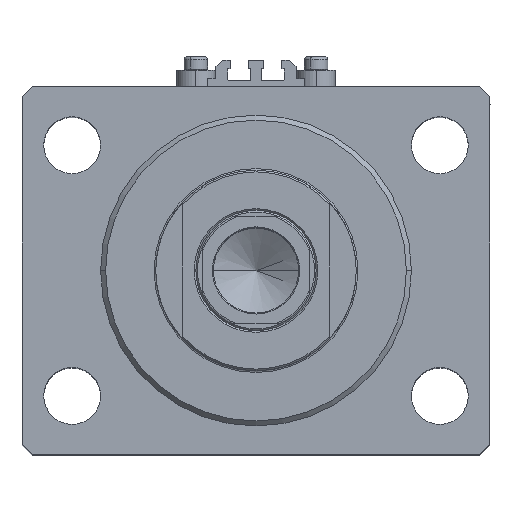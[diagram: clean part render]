
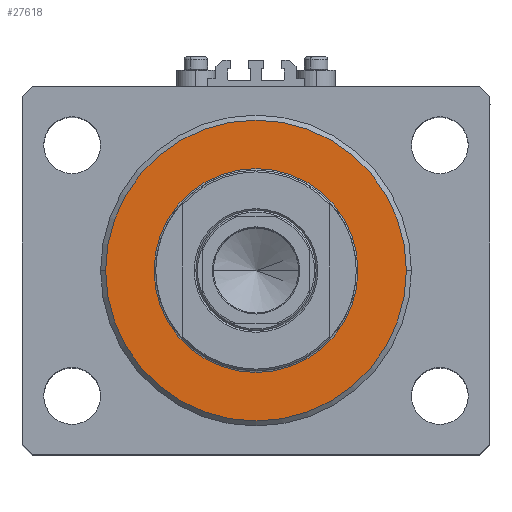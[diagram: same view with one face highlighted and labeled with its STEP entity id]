
A CAD part, top view. The second image highlights one B-rep face of the part: STEP entity #27618.
In plain terms, the highlighted face is planar.
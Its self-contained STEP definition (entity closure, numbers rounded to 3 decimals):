
#45 = FACE_OUTER_BOUND ( 'NONE', #44501, .T. ) ;
#331 = DIRECTION ( 'NONE',  ( 1., 0., 0. ) ) ;
#1308 = VERTEX_POINT ( 'NONE', #27216 ) ;
#3634 = CARTESIAN_POINT ( 'NONE',  ( -45., 0., 0. ) ) ;
#3892 = DIRECTION ( 'NONE',  ( 1., 0., 0. ) ) ;
#4114 = DIRECTION ( 'NONE',  ( 1., 0., 0. ) ) ;
#5551 = CARTESIAN_POINT ( 'NONE',  ( 0., 0., 0. ) ) ;
#5640 = AXIS2_PLACEMENT_3D ( 'NONE', #26039, #7391, #40414 ) ;
#7391 = DIRECTION ( 'NONE',  ( 0., 0., -1. ) ) ;
#8355 = CARTESIAN_POINT ( 'NONE',  ( -30.5, 0., 0. ) ) ;
#9555 = ORIENTED_EDGE ( 'NONE', *, *, #12470, .T. ) ;
#11186 = ORIENTED_EDGE ( 'NONE', *, *, #30954, .T. ) ;
#11274 = DIRECTION ( 'NONE',  ( 0., 0., 1. ) ) ;
#11561 = DIRECTION ( 'NONE',  ( 0., 0., -1. ) ) ;
#11785 = ORIENTED_EDGE ( 'NONE', *, *, #25094, .T. ) ;
#11951 = EDGE_CURVE ( 'NONE', #1308, #13149, #15662, .T. ) ;
#12470 = EDGE_CURVE ( 'NONE', #19348, #42071, #20254, .T. ) ;
#13149 = VERTEX_POINT ( 'NONE', #8355 ) ;
#14636 = PLANE ( 'NONE',  #34052 ) ;
#15662 = CIRCLE ( 'NONE', #27899, 30.5 ) ;
#17109 = CIRCLE ( 'NONE', #5640, 45. ) ;
#17992 = ORIENTED_EDGE ( 'NONE', *, *, #11951, .T. ) ;
#19348 = VERTEX_POINT ( 'NONE', #19544 ) ;
#19544 = CARTESIAN_POINT ( 'NONE',  ( 45., 0., 0. ) ) ;
#20123 = DIRECTION ( 'NONE',  ( 1., 0., 0. ) ) ;
#20254 = CIRCLE ( 'NONE', #24104, 45. ) ;
#22302 = DIRECTION ( 'NONE',  ( 0., 0., 1. ) ) ;
#24104 = AXIS2_PLACEMENT_3D ( 'NONE', #25231, #11561, #331 ) ;
#25094 = EDGE_CURVE ( 'NONE', #42071, #19348, #17109, .T. ) ;
#25231 = CARTESIAN_POINT ( 'NONE',  ( 0., 0., 0. ) ) ;
#25706 = CIRCLE ( 'NONE', #30288, 30.5 ) ;
#25885 = CARTESIAN_POINT ( 'NONE',  ( 0., 0., 0. ) ) ;
#26039 = CARTESIAN_POINT ( 'NONE',  ( 0., 0., 0. ) ) ;
#27216 = CARTESIAN_POINT ( 'NONE',  ( 30.5, 0., 0. ) ) ;
#27618 = ADVANCED_FACE ( 'NONE', ( #36907, #45 ), #14636, .F. ) ;
#27899 = AXIS2_PLACEMENT_3D ( 'NONE', #5551, #35237, #20123 ) ;
#30288 = AXIS2_PLACEMENT_3D ( 'NONE', #43396, #22302, #3892 ) ;
#30954 = EDGE_CURVE ( 'NONE', #13149, #1308, #25706, .T. ) ;
#34052 = AXIS2_PLACEMENT_3D ( 'NONE', #25885, #11274, #4114 ) ;
#35237 = DIRECTION ( 'NONE',  ( 0., 0., 1. ) ) ;
#36907 = FACE_BOUND ( 'NONE', #37097, .T. ) ;
#37097 = EDGE_LOOP ( 'NONE', ( #17992, #11186 ) ) ;
#40414 = DIRECTION ( 'NONE',  ( 1., 0., 0. ) ) ;
#42071 = VERTEX_POINT ( 'NONE', #3634 ) ;
#43396 = CARTESIAN_POINT ( 'NONE',  ( 0., 0., 0. ) ) ;
#44501 = EDGE_LOOP ( 'NONE', ( #9555, #11785 ) ) ;
